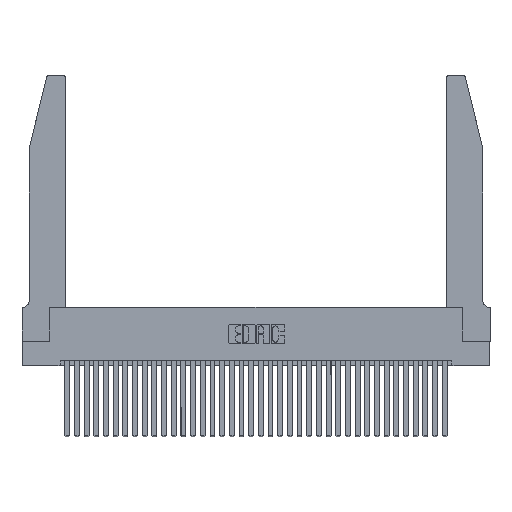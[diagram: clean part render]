
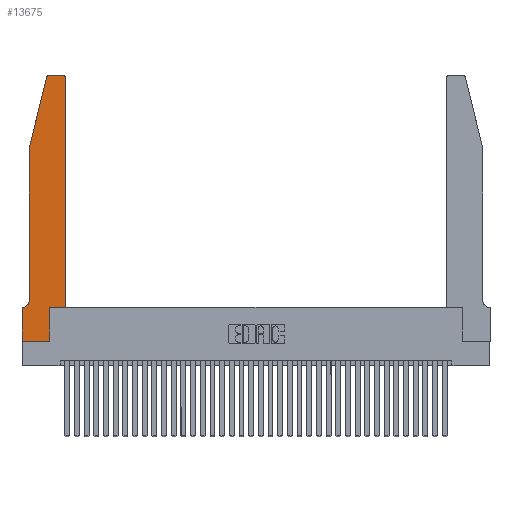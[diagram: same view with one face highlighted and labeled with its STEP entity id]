
A CAD part, top view. The second image highlights one B-rep face of the part: STEP entity #13675.
In plain terms, the highlighted planar face has unit normal (0, 0, 1).
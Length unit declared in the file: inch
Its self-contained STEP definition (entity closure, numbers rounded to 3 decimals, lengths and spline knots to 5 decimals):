
#297 = LINE ( 'NONE', #21420, #35758 ) ;
#613 = VERTEX_POINT ( 'NONE', #25543 ) ;
#818 = LINE ( 'NONE', #35241, #21628 ) ;
#1495 = VECTOR ( 'NONE', #2880, 39.37008 ) ;
#2422 = LINE ( 'NONE', #5820, #1495 ) ;
#2459 = EDGE_CURVE ( 'NONE', #10151, #24358, #32953, .T. ) ;
#2468 = DIRECTION ( 'NONE',  ( 0., 0., 1. ) ) ;
#2880 = DIRECTION ( 'NONE',  ( -1., 0., 0. ) ) ;
#2901 = AXIS2_PLACEMENT_3D ( 'NONE', #24581, #7962, #27345 ) ;
#3347 = CIRCLE ( 'NONE', #8943, 0.03 ) ;
#3984 = ORIENTED_EDGE ( 'NONE', *, *, #2459, .T. ) ;
#4020 = ORIENTED_EDGE ( 'NONE', *, *, #6160, .T. ) ;
#4522 = DIRECTION ( 'NONE',  ( -0.239, -0.971, 0. ) ) ;
#5065 = EDGE_CURVE ( 'NONE', #10692, #24102, #17278, .T. ) ;
#5072 = VERTEX_POINT ( 'NONE', #28105 ) ;
#5307 = CARTESIAN_POINT ( 'NONE',  ( 0., 0., 0.37 ) ) ;
#5381 = ORIENTED_EDGE ( 'NONE', *, *, #17334, .T. ) ;
#5483 = CIRCLE ( 'NONE', #27028, 0.03 ) ;
#5785 = VERTEX_POINT ( 'NONE', #14698 ) ;
#5801 = ORIENTED_EDGE ( 'NONE', *, *, #8736, .T. ) ;
#5820 = CARTESIAN_POINT ( 'NONE',  ( 0.0755, 0.35, 0.37 ) ) ;
#6160 = EDGE_CURVE ( 'NONE', #15929, #31681, #5483, .T. ) ;
#6284 = CARTESIAN_POINT ( 'NONE',  ( 0.284, 2.75, 0.37 ) ) ;
#7353 = CARTESIAN_POINT ( 'NONE',  ( 0.0055, 0.42, 0.37 ) ) ;
#7524 = CARTESIAN_POINT ( 'NONE',  ( 0.2605, 2.75, 0.37 ) ) ;
#7592 = ORIENTED_EDGE ( 'NONE', *, *, #31171, .T. ) ;
#7832 = EDGE_CURVE ( 'NONE', #27133, #15929, #27118, .T. ) ;
#7962 = DIRECTION ( 'NONE',  ( 0., 0., 1. ) ) ;
#8158 = EDGE_CURVE ( 'NONE', #31681, #12978, #12007, .T. ) ;
#8633 = DIRECTION ( 'NONE',  ( 0., -1., 0. ) ) ;
#8736 = EDGE_CURVE ( 'NONE', #24358, #11394, #28750, .T. ) ;
#8943 = AXIS2_PLACEMENT_3D ( 'NONE', #13868, #33120, #16647 ) ;
#9364 = VECTOR ( 'NONE', #30317, 39.37008 ) ;
#9651 = LINE ( 'NONE', #32220, #23499 ) ;
#10151 = VERTEX_POINT ( 'NONE', #30502 ) ;
#10247 = DIRECTION ( 'NONE',  ( -1., 0., 0. ) ) ;
#10692 = VERTEX_POINT ( 'NONE', #32753 ) ;
#11142 = VECTOR ( 'NONE', #32466, 39.37008 ) ;
#11314 = DIRECTION ( 'NONE',  ( 0., -1., 0. ) ) ;
#11394 = VERTEX_POINT ( 'NONE', #32945 ) ;
#12006 = ORIENTED_EDGE ( 'NONE', *, *, #8158, .T. ) ;
#12007 = LINE ( 'NONE', #7524, #11142 ) ;
#12748 = EDGE_CURVE ( 'NONE', #12978, #5785, #3347, .T. ) ;
#12978 = VERTEX_POINT ( 'NONE', #6284 ) ;
#13527 = PLANE ( 'NONE',  #2901 ) ;
#13675 = ADVANCED_FACE ( 'NONE', ( #15681 ), #13527, .T. ) ;
#13868 = CARTESIAN_POINT ( 'NONE',  ( 0.284, 2.72, 0.37 ) ) ;
#14614 = ORIENTED_EDGE ( 'NONE', *, *, #25414, .T. ) ;
#14698 = CARTESIAN_POINT ( 'NONE',  ( 0.25487, 2.72718, 0.37 ) ) ;
#14922 = DIRECTION ( 'NONE',  ( 0., 1., 0. ) ) ;
#15681 = FACE_OUTER_BOUND ( 'NONE', #35263, .T. ) ;
#15929 = VERTEX_POINT ( 'NONE', #34645 ) ;
#16052 = EDGE_CURVE ( 'NONE', #613, #27133, #818, .T. ) ;
#16439 = VECTOR ( 'NONE', #8633, 39.37008 ) ;
#16647 = DIRECTION ( 'NONE',  ( 1., 0., 0. ) ) ;
#16791 = LINE ( 'NONE', #5307, #9364 ) ;
#17278 = LINE ( 'NONE', #22574, #16439 ) ;
#17334 = EDGE_CURVE ( 'NONE', #24102, #5072, #16791, .T. ) ;
#19049 = EDGE_CURVE ( 'NONE', #5072, #613, #297, .T. ) ;
#19384 = CARTESIAN_POINT ( 'NONE',  ( 0.4205, 2.72, 0.37 ) ) ;
#19659 = CARTESIAN_POINT ( 'NONE',  ( 0.0755, 2., 0.37 ) ) ;
#20252 = ORIENTED_EDGE ( 'NONE', *, *, #19049, .T. ) ;
#21420 = CARTESIAN_POINT ( 'NONE',  ( 0.2865, 0.35, 0.37 ) ) ;
#21431 = CARTESIAN_POINT ( 'NONE',  ( 0., 0., 0.37 ) ) ;
#21568 = DIRECTION ( 'NONE',  ( 1., 0., 0. ) ) ;
#21628 = VECTOR ( 'NONE', #21568, 39.37008 ) ;
#21913 = CARTESIAN_POINT ( 'NONE',  ( 0.4205, 2.75, 0.37 ) ) ;
#21988 = ORIENTED_EDGE ( 'NONE', *, *, #16052, .T. ) ;
#22138 = DIRECTION ( 'NONE',  ( 1., 0., 0. ) ) ;
#22574 = CARTESIAN_POINT ( 'NONE',  ( 0., 0., 0.37 ) ) ;
#23499 = VECTOR ( 'NONE', #4522, 39.37008 ) ;
#24082 = AXIS2_PLACEMENT_3D ( 'NONE', #7353, #26786, #10247 ) ;
#24102 = VERTEX_POINT ( 'NONE', #21431 ) ;
#24358 = VERTEX_POINT ( 'NONE', #33541 ) ;
#24581 = CARTESIAN_POINT ( 'NONE',  ( 0., 0.35, 0.37 ) ) ;
#24968 = ORIENTED_EDGE ( 'NONE', *, *, #5065, .T. ) ;
#25414 = EDGE_CURVE ( 'NONE', #5785, #10151, #9651, .T. ) ;
#25424 = ORIENTED_EDGE ( 'NONE', *, *, #7832, .T. ) ;
#25543 = CARTESIAN_POINT ( 'NONE',  ( 0.2865, 0.35, 0.37 ) ) ;
#25607 = CARTESIAN_POINT ( 'NONE',  ( 0.4505, 0.35, 0.37 ) ) ;
#25613 = VECTOR ( 'NONE', #11314, 39.37008 ) ;
#26786 = DIRECTION ( 'NONE',  ( 0., 0., -1. ) ) ;
#27028 = AXIS2_PLACEMENT_3D ( 'NONE', #19384, #2468, #22138 ) ;
#27118 = LINE ( 'NONE', #31400, #28818 ) ;
#27133 = VERTEX_POINT ( 'NONE', #25607 ) ;
#27345 = DIRECTION ( 'NONE',  ( 1., 0., 0. ) ) ;
#28105 = CARTESIAN_POINT ( 'NONE',  ( 0.2865, 0., 0.37 ) ) ;
#28750 = CIRCLE ( 'NONE', #24082, 0.07 ) ;
#28818 = VECTOR ( 'NONE', #14922, 39.37008 ) ;
#29686 = DIRECTION ( 'NONE',  ( 0., 1., 0. ) ) ;
#30317 = DIRECTION ( 'NONE',  ( 1., 0., 0. ) ) ;
#30502 = CARTESIAN_POINT ( 'NONE',  ( 0.0755, 2., 0.37 ) ) ;
#31171 = EDGE_CURVE ( 'NONE', #11394, #10692, #2422, .T. ) ;
#31400 = CARTESIAN_POINT ( 'NONE',  ( 0.4505, 0.35, 0.37 ) ) ;
#31681 = VERTEX_POINT ( 'NONE', #21913 ) ;
#32220 = CARTESIAN_POINT ( 'NONE',  ( 0.0755, 2., 0.37 ) ) ;
#32466 = DIRECTION ( 'NONE',  ( -1., 0., 0. ) ) ;
#32753 = CARTESIAN_POINT ( 'NONE',  ( 0., 0.35, 0.37 ) ) ;
#32945 = CARTESIAN_POINT ( 'NONE',  ( 0.0055, 0.35, 0.37 ) ) ;
#32953 = LINE ( 'NONE', #19659, #25613 ) ;
#33120 = DIRECTION ( 'NONE',  ( 0., 0., 1. ) ) ;
#33541 = CARTESIAN_POINT ( 'NONE',  ( 0.0755, 0.42, 0.37 ) ) ;
#34645 = CARTESIAN_POINT ( 'NONE',  ( 0.4505, 2.72, 0.37 ) ) ;
#35241 = CARTESIAN_POINT ( 'NONE',  ( 0.4505, 0.35, 0.37 ) ) ;
#35263 = EDGE_LOOP ( 'NONE', ( #12006, #35699, #14614, #3984, #5801, #7592, #24968, #5381, #20252, #21988, #25424, #4020 ) ) ;
#35699 = ORIENTED_EDGE ( 'NONE', *, *, #12748, .T. ) ;
#35758 = VECTOR ( 'NONE', #29686, 39.37008 ) ;
